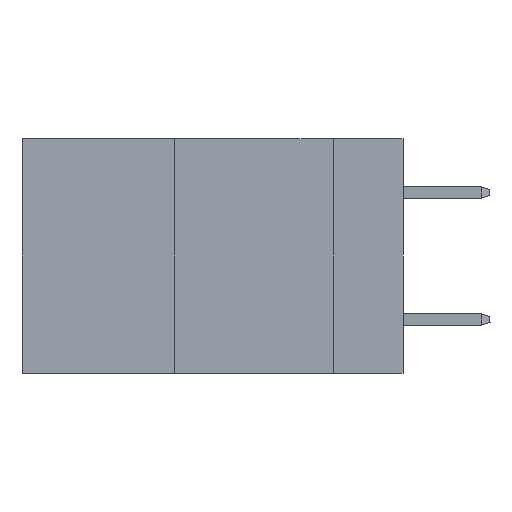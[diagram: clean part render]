
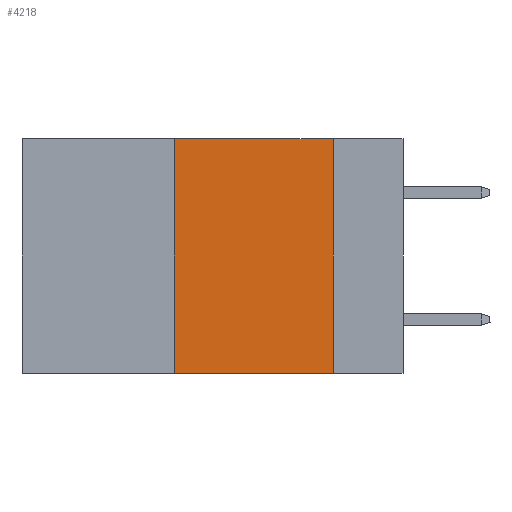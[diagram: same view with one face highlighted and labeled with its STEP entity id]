
A CAD part, left-side view. The second image highlights one B-rep face of the part: STEP entity #4218.
In plain terms, the highlighted planar face has unit normal (-1, 0, 0).
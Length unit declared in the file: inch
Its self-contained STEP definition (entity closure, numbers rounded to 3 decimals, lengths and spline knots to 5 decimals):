
#415 = FACE_OUTER_BOUND ( 'NONE', #708, .T. ) ;
#679 = DIRECTION ( 'NONE',  ( 0., 0., -1. ) ) ;
#708 = EDGE_LOOP ( 'NONE', ( #17066, #10758, #18445, #12583 ) ) ;
#942 = PLANE ( 'NONE',  #23751 ) ;
#1752 = VECTOR ( 'NONE', #12558, 39.37008 ) ;
#4095 = VERTEX_POINT ( 'NONE', #21153 ) ;
#4218 = ADVANCED_FACE ( 'NONE', ( #415 ), #942, .F. ) ;
#5184 = LINE ( 'NONE', #23083, #24977 ) ;
#5231 = CARTESIAN_POINT ( 'NONE',  ( 0., 0.11, -0.37 ) ) ;
#5824 = DIRECTION ( 'NONE',  ( 0., -1., 0. ) ) ;
#6181 = CARTESIAN_POINT ( 'NONE',  ( 0., 0.6, 0. ) ) ;
#6407 = VECTOR ( 'NONE', #8870, 39.37008 ) ;
#8108 = EDGE_CURVE ( 'NONE', #24272, #20834, #18596, .T. ) ;
#8228 = DIRECTION ( 'NONE',  ( 1., 0., 0. ) ) ;
#8719 = VECTOR ( 'NONE', #9346, 39.37008 ) ;
#8837 = CARTESIAN_POINT ( 'NONE',  ( 0., 0.36, 0. ) ) ;
#8870 = DIRECTION ( 'NONE',  ( 0., -1., 0. ) ) ;
#9346 = DIRECTION ( 'NONE',  ( 0., 0., -1. ) ) ;
#9357 = EDGE_CURVE ( 'NONE', #24272, #4095, #12436, .T. ) ;
#10758 = ORIENTED_EDGE ( 'NONE', *, *, #14453, .F. ) ;
#12436 = LINE ( 'NONE', #8837, #1752 ) ;
#12558 = DIRECTION ( 'NONE',  ( 0., 0., 1. ) ) ;
#12583 = ORIENTED_EDGE ( 'NONE', *, *, #8108, .T. ) ;
#13457 = CARTESIAN_POINT ( 'NONE',  ( 0., 0.11, 0. ) ) ;
#14453 = EDGE_CURVE ( 'NONE', #4095, #23108, #5184, .T. ) ;
#15485 = LINE ( 'NONE', #17272, #8719 ) ;
#16615 = EDGE_CURVE ( 'NONE', #23108, #20834, #15485, .T. ) ;
#17066 = ORIENTED_EDGE ( 'NONE', *, *, #16615, .F. ) ;
#17272 = CARTESIAN_POINT ( 'NONE',  ( 0., 0.11, 0. ) ) ;
#18445 = ORIENTED_EDGE ( 'NONE', *, *, #9357, .F. ) ;
#18596 = LINE ( 'NONE', #18715, #6407 ) ;
#18715 = CARTESIAN_POINT ( 'NONE',  ( 0., 0.6, -0.37 ) ) ;
#18720 = CARTESIAN_POINT ( 'NONE',  ( 0., 0.36, -0.37 ) ) ;
#20834 = VERTEX_POINT ( 'NONE', #5231 ) ;
#21153 = CARTESIAN_POINT ( 'NONE',  ( 0., 0.36, 0. ) ) ;
#23083 = CARTESIAN_POINT ( 'NONE',  ( 0., 0.6, 0. ) ) ;
#23108 = VERTEX_POINT ( 'NONE', #13457 ) ;
#23751 = AXIS2_PLACEMENT_3D ( 'NONE', #6181, #8228, #679 ) ;
#24272 = VERTEX_POINT ( 'NONE', #18720 ) ;
#24977 = VECTOR ( 'NONE', #5824, 39.37008 ) ;
